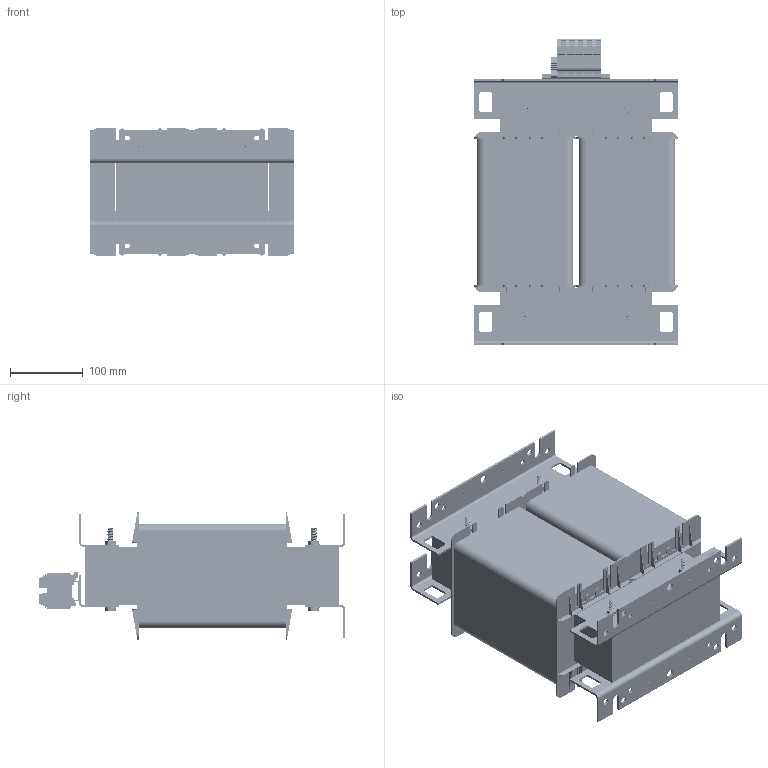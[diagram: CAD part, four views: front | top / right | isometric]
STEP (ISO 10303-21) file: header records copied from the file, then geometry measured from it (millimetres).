
FILE_DESCRIPTION(/* description */ (''),/* implementation_level */ '2;1');
FILE_NAME(/* name */ 'TKX6.3.stp',/* time_stamp */ '2024-01-08T12:06:13+01:00',/* author */ ('ops'),/* organization */ (''),/* preprocessor_version */ 'ST-DEVELOPER v16.13',/* originating_system */ 'Autodesk Inventor 2018',/* authorisation */ '');
FILE_SCHEMA (('AUTOMOTIVE_DESIGN { 1 0 10303 214 3 1 1 }'));
Products named in the file (1): TKX6.3
Bounding box: 280 x 421.3 x 175 mm (x, y, z)
Volume: 10507172.5 mm3; surface area: 1353359.1 mm2
Topology: 32 solids, 32 shells, 1803 faces, 4905 edges, 3194 vertices
Faces by surface type: plane 1298, cylinder 489, bspline 8, cone 8
Full cylindrical faces by diameter (mm): 3 x1, 3.5 x8, 5.8 x1, 6.4 x10, 6.647 x4, 7 x8, 8.4 x8, 9 x16, 11 x4, 12 x12, 16 x8
Entity records: 100772 total; most frequent: CARTESIAN_POINT 53631, ORIENTED_EDGE 9586, DIRECTION 9391, EDGE_CURVE 4793, LINE 3731, VECTOR 3731, VERTEX_POINT 3170, AXIS2_PLACEMENT_3D 2830
